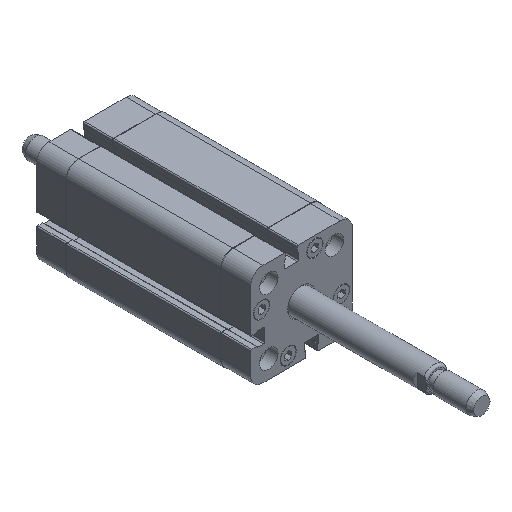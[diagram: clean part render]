
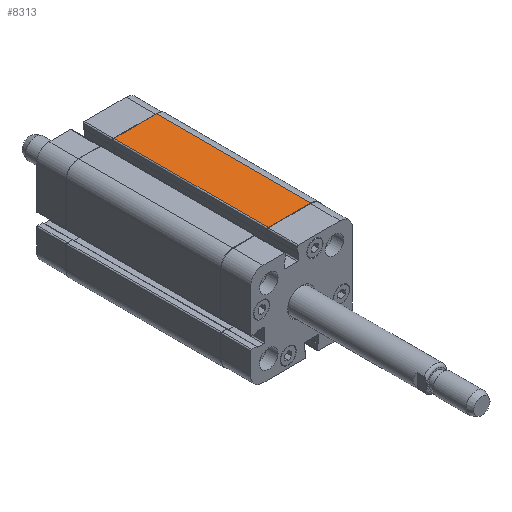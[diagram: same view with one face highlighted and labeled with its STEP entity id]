
A CAD part, isometric view. The second image highlights one B-rep face of the part: STEP entity #8313.
In plain terms, the highlighted planar face has unit normal (0, 0, 1).
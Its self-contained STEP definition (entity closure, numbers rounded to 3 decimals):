
#6018=CARTESIAN_POINT('',(19.05,-37.75,25.05));
#6019=VERTEX_POINT('',#6018);
#6027=CARTESIAN_POINT('',(-1.75,-37.75,25.05));
#6028=VERTEX_POINT('',#6027);
#6029=CARTESIAN_POINT('',(-1.75,-37.75,25.05));
#6030=DIRECTION('',(1.0,0.0,0.0));
#6031=VECTOR('',#6030,20.8);
#6032=LINE('',#6029,#6031);
#6033=EDGE_CURVE('',#6028,#6019,#6032,.T.);
#7795=CARTESIAN_POINT('',(-1.75,37.75,25.05));
#7796=VERTEX_POINT('',#7795);
#7804=CARTESIAN_POINT('',(19.05,37.75,25.05));
#7805=VERTEX_POINT('',#7804);
#7806=CARTESIAN_POINT('',(19.05,37.75,25.05));
#7807=DIRECTION('',(-1.0,0.0,0.0));
#7808=VECTOR('',#7807,20.8);
#7809=LINE('',#7806,#7808);
#7810=EDGE_CURVE('',#7805,#7796,#7809,.T.);
#8281=CARTESIAN_POINT('',(19.05,-37.75,25.05));
#8282=DIRECTION('',(0.0,1.0,0.0));
#8283=VECTOR('',#8282,75.5);
#8284=LINE('',#8281,#8283);
#8285=EDGE_CURVE('',#6019,#7805,#8284,.T.);
#8297=CARTESIAN_POINT('',(19.05,0.0,25.05));
#8298=DIRECTION('',(0.0,0.0,1.0));
#8299=DIRECTION('',(1.0,0.0,0.0));
#8300=AXIS2_PLACEMENT_3D('',#8297,#8298,#8299);
#8301=PLANE('',#8300);
#8302=ORIENTED_EDGE('',*,*,#7810,.T.);
#8303=CARTESIAN_POINT('',(-1.75,-37.75,25.05));
#8304=DIRECTION('',(0.0,1.0,0.0));
#8305=VECTOR('',#8304,75.5);
#8306=LINE('',#8303,#8305);
#8307=EDGE_CURVE('',#6028,#7796,#8306,.T.);
#8308=ORIENTED_EDGE('',*,*,#8307,.F.);
#8309=ORIENTED_EDGE('',*,*,#6033,.T.);
#8310=ORIENTED_EDGE('',*,*,#8285,.T.);
#8311=EDGE_LOOP('',(#8302,#8308,#8309,#8310));
#8312=FACE_OUTER_BOUND('',#8311,.T.);
#8313=ADVANCED_FACE('',(#8312),#8301,.T.);
